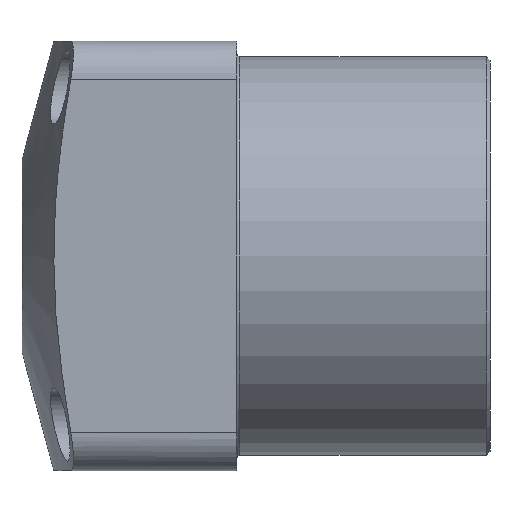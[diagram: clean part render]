
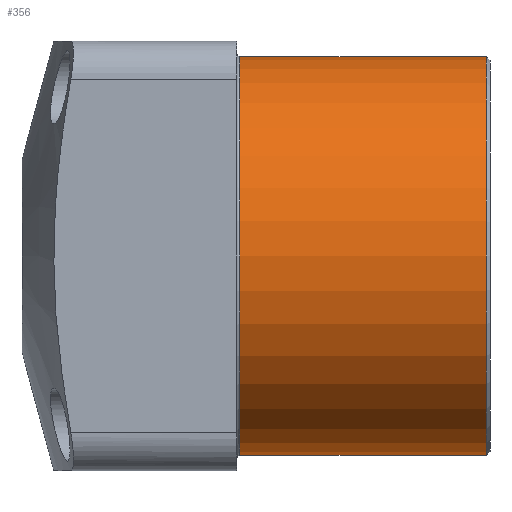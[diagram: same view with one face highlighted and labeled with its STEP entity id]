
A CAD part, left-side view. The second image highlights one B-rep face of the part: STEP entity #356.
In plain terms, the highlighted cylindrical face has radius 26 mm (diameter 52 mm), a partial arc.
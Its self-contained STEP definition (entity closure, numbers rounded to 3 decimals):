
#71 = EDGE_CURVE ( 'NONE', #740, #762, #1040, .T. ) ;
#85 = EDGE_CURVE ( 'NONE', #749, #703, #1077, .T. ) ;
#356 = ADVANCED_FACE ( 'NONE', ( #1564 ), #1627, .T. ) ;
#357 = EDGE_LOOP ( 'NONE', ( #358, #408, #410, #411 ) ) ;
#358 = ORIENTED_EDGE ( 'NONE', *, *, #85, .F. ) ;
#408 = ORIENTED_EDGE ( 'NONE', *, *, #409, .T. ) ;
#409 = EDGE_CURVE ( 'NONE', #749, #740, #1673, .T. ) ;
#410 = ORIENTED_EDGE ( 'NONE', *, *, #71, .T. ) ;
#411 = ORIENTED_EDGE ( 'NONE', *, *, #761, .T. ) ;
#703 = VERTEX_POINT ( 'NONE', #2494 ) ;
#740 = VERTEX_POINT ( 'NONE', #2569 ) ;
#749 = VERTEX_POINT ( 'NONE', #2619 ) ;
#761 = EDGE_CURVE ( 'NONE', #762, #703, #2669, .T. ) ;
#762 = VERTEX_POINT ( 'NONE', #2665 ) ;
#1037 = DIRECTION ( 'NONE',  ( 0., 1., 0. ) ) ;
#1038 = VECTOR ( 'NONE', #1037, 1000. ) ;
#1039 = CARTESIAN_POINT ( 'NONE',  ( 0., -33., 26. ) ) ;
#1040 = LINE ( 'NONE', #1039, #1038 ) ;
#1074 = DIRECTION ( 'NONE',  ( 0., 1., 0. ) ) ;
#1075 = VECTOR ( 'NONE', #1074, 1000. ) ;
#1076 = CARTESIAN_POINT ( 'NONE',  ( 0., -33., -26. ) ) ;
#1077 = LINE ( 'NONE', #1076, #1075 ) ;
#1564 = FACE_OUTER_BOUND ( 'NONE', #357, .T. ) ;
#1623 = DIRECTION ( 'NONE',  ( 0., 0., 1. ) ) ;
#1624 = DIRECTION ( 'NONE',  ( 0., 1., 0. ) ) ;
#1625 = CARTESIAN_POINT ( 'NONE',  ( 0., -33., 0. ) ) ;
#1626 = AXIS2_PLACEMENT_3D ( 'NONE', #1625, #1624, #1623 ) ;
#1627 = CYLINDRICAL_SURFACE ( 'NONE', #1626, 26. ) ;
#1669 = DIRECTION ( 'NONE',  ( 0., 0., 1. ) ) ;
#1670 = DIRECTION ( 'NONE',  ( 0., 1., 0. ) ) ;
#1671 = CARTESIAN_POINT ( 'NONE',  ( 0., -32.5, 0. ) ) ;
#1672 = AXIS2_PLACEMENT_3D ( 'NONE', #1671, #1670, #1669 ) ;
#1673 = CIRCLE ( 'NONE', #1672, 26. ) ;
#2494 = CARTESIAN_POINT ( 'NONE',  ( 0., -0.4, -26. ) ) ;
#2569 = CARTESIAN_POINT ( 'NONE',  ( 0., -32.5, 26. ) ) ;
#2619 = CARTESIAN_POINT ( 'NONE',  ( 0., -32.5, -26. ) ) ;
#2665 = CARTESIAN_POINT ( 'NONE',  ( 0., -0.4, 26. ) ) ;
#2666 = DIRECTION ( 'NONE',  ( 0., 0., 1. ) ) ;
#2667 = DIRECTION ( 'NONE',  ( 0., -1., 0. ) ) ;
#2668 = AXIS2_PLACEMENT_3D ( 'NONE', #2674, #2667, #2666 ) ;
#2669 = CIRCLE ( 'NONE', #2668, 26. ) ;
#2674 = CARTESIAN_POINT ( 'NONE',  ( 0., -0.4, 0. ) ) ;
